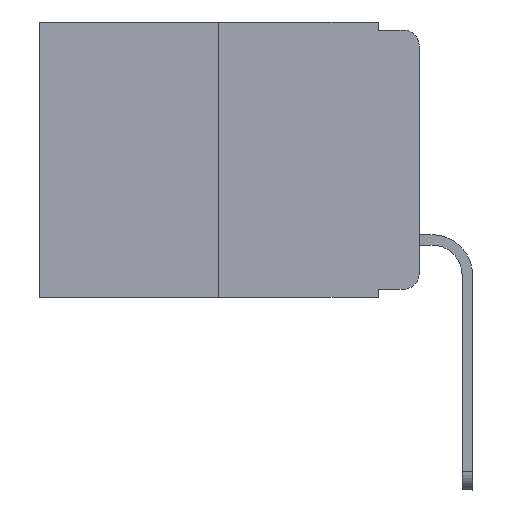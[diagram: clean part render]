
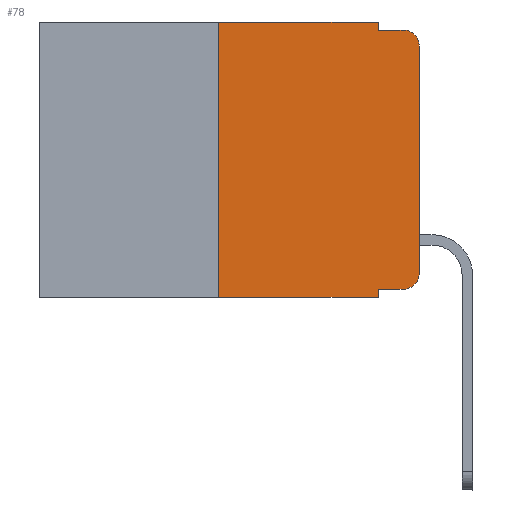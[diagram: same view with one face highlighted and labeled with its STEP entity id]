
A CAD part, left-side view. The second image highlights one B-rep face of the part: STEP entity #78.
In plain terms, the highlighted planar face has unit normal (-1, 0, 0).
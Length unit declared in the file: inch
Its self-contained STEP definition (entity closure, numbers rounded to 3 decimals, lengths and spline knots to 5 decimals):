
#78 = ADVANCED_FACE ( 'NONE', ( #6696 ), #8491, .F. ) ;
#125 = CARTESIAN_POINT ( 'NONE',  ( 0., 0.473, 0. ) ) ;
#284 = CARTESIAN_POINT ( 'NONE',  ( 0., 0., -0.313 ) ) ;
#453 = VERTEX_POINT ( 'NONE', #12480 ) ;
#486 = ORIENTED_EDGE ( 'NONE', *, *, #8532, .T. ) ;
#516 = CARTESIAN_POINT ( 'NONE',  ( 0., 0.25, 0. ) ) ;
#523 = DIRECTION ( 'NONE',  ( 0., 0., 1. ) ) ;
#792 = DIRECTION ( 'NONE',  ( -1., 0., 0. ) ) ;
#932 = DIRECTION ( 'NONE',  ( 0., -1., 0. ) ) ;
#1122 = LINE ( 'NONE', #125, #1325 ) ;
#1310 = ORIENTED_EDGE ( 'NONE', *, *, #3186, .F. ) ;
#1325 = VECTOR ( 'NONE', #8241, 39.37008 ) ;
#1376 = VERTEX_POINT ( 'NONE', #8757 ) ;
#2007 = VERTEX_POINT ( 'NONE', #284 ) ;
#2157 = CARTESIAN_POINT ( 'NONE',  ( 0., 0.473, -0.343 ) ) ;
#2219 = ORIENTED_EDGE ( 'NONE', *, *, #12444, .F. ) ;
#2315 = EDGE_CURVE ( 'NONE', #7732, #1376, #4715, .T. ) ;
#2380 = EDGE_CURVE ( 'NONE', #11822, #1376, #5853, .T. ) ;
#3186 = EDGE_CURVE ( 'NONE', #8925, #5293, #9627, .T. ) ;
#3791 = DIRECTION ( 'NONE',  ( 0., 0., -1. ) ) ;
#3859 = DIRECTION ( 'NONE',  ( -1., 0., 0. ) ) ;
#3886 = CARTESIAN_POINT ( 'NONE',  ( 0., 0.051, -0.333 ) ) ;
#4161 = LINE ( 'NONE', #2157, #11821 ) ;
#4424 = DIRECTION ( 'NONE',  ( 0., -1., 0. ) ) ;
#4565 = DIRECTION ( 'NONE',  ( 0., 0., 1. ) ) ;
#4710 = DIRECTION ( 'NONE',  ( 0., 0., -1. ) ) ;
#4715 = LINE ( 'NONE', #7781, #12265 ) ;
#4794 = ORIENTED_EDGE ( 'NONE', *, *, #6416, .T. ) ;
#4933 = DIRECTION ( 'NONE',  ( 0., 0., -1. ) ) ;
#5293 = VERTEX_POINT ( 'NONE', #9881 ) ;
#5409 = ORIENTED_EDGE ( 'NONE', *, *, #12249, .F. ) ;
#5521 = AXIS2_PLACEMENT_3D ( 'NONE', #10830, #792, #8909 ) ;
#5684 = EDGE_CURVE ( 'NONE', #8174, #453, #8878, .T. ) ;
#5819 = EDGE_LOOP ( 'NONE', ( #4794, #9818, #8508, #5409, #2219, #1310, #7072, #6160, #8585, #486 ) ) ;
#5853 = CIRCLE ( 'NONE', #12834, 0.02 ) ;
#6160 = ORIENTED_EDGE ( 'NONE', *, *, #5684, .F. ) ;
#6416 = EDGE_CURVE ( 'NONE', #2007, #11822, #11859, .T. ) ;
#6563 = CARTESIAN_POINT ( 'NONE',  ( 0., 0.473, 0. ) ) ;
#6674 = VERTEX_POINT ( 'NONE', #8288 ) ;
#6696 = FACE_OUTER_BOUND ( 'NONE', #5819, .T. ) ;
#6697 = EDGE_CURVE ( 'NONE', #8925, #453, #4161, .T. ) ;
#6735 = VECTOR ( 'NONE', #4933, 39.37008 ) ;
#6784 = CARTESIAN_POINT ( 'NONE',  ( 0., 0.051, 0. ) ) ;
#6808 = VECTOR ( 'NONE', #10737, 39.37008 ) ;
#6922 = CARTESIAN_POINT ( 'NONE',  ( 0., 0., -0.03 ) ) ;
#7072 = ORIENTED_EDGE ( 'NONE', *, *, #6697, .T. ) ;
#7148 = CARTESIAN_POINT ( 'NONE',  ( 0., 0.02, -0.333 ) ) ;
#7732 = VERTEX_POINT ( 'NONE', #8702 ) ;
#7781 = CARTESIAN_POINT ( 'NONE',  ( 0., 0.051, -0.01 ) ) ;
#7808 = CARTESIAN_POINT ( 'NONE',  ( 0., 0.051, -0.333 ) ) ;
#7818 = VECTOR ( 'NONE', #523, 39.37008 ) ;
#7894 = CARTESIAN_POINT ( 'NONE',  ( 0., 0.25, -0.343 ) ) ;
#7914 = CARTESIAN_POINT ( 'NONE',  ( 0., 0.02, -0.03 ) ) ;
#7917 = VERTEX_POINT ( 'NONE', #7148 ) ;
#8174 = VERTEX_POINT ( 'NONE', #7808 ) ;
#8241 = DIRECTION ( 'NONE',  ( 0., -1., 0. ) ) ;
#8288 = CARTESIAN_POINT ( 'NONE',  ( 0., 0.051, 0. ) ) ;
#8491 = PLANE ( 'NONE',  #9035 ) ;
#8508 = ORIENTED_EDGE ( 'NONE', *, *, #2315, .F. ) ;
#8532 = EDGE_CURVE ( 'NONE', #7917, #2007, #12057, .T. ) ;
#8585 = ORIENTED_EDGE ( 'NONE', *, *, #10716, .T. ) ;
#8702 = CARTESIAN_POINT ( 'NONE',  ( 0., 0.051, -0.01 ) ) ;
#8757 = CARTESIAN_POINT ( 'NONE',  ( 0., 0.02, -0.01 ) ) ;
#8767 = CARTESIAN_POINT ( 'NONE',  ( 0., 0., 0. ) ) ;
#8878 = LINE ( 'NONE', #10075, #6735 ) ;
#8909 = DIRECTION ( 'NONE',  ( 0., 0., -1. ) ) ;
#8925 = VERTEX_POINT ( 'NONE', #7894 ) ;
#9035 = AXIS2_PLACEMENT_3D ( 'NONE', #6563, #10478, #12684 ) ;
#9627 = LINE ( 'NONE', #516, #11339 ) ;
#9773 = LINE ( 'NONE', #6784, #12333 ) ;
#9818 = ORIENTED_EDGE ( 'NONE', *, *, #2380, .T. ) ;
#9881 = CARTESIAN_POINT ( 'NONE',  ( 0., 0.25, 0. ) ) ;
#10075 = CARTESIAN_POINT ( 'NONE',  ( 0., 0.051, 0. ) ) ;
#10478 = DIRECTION ( 'NONE',  ( 1., 0., 0. ) ) ;
#10716 = EDGE_CURVE ( 'NONE', #8174, #7917, #12949, .T. ) ;
#10737 = DIRECTION ( 'NONE',  ( 0., -1., 0. ) ) ;
#10830 = CARTESIAN_POINT ( 'NONE',  ( 0., 0.02, -0.313 ) ) ;
#11339 = VECTOR ( 'NONE', #4565, 39.37008 ) ;
#11821 = VECTOR ( 'NONE', #4424, 39.37008 ) ;
#11822 = VERTEX_POINT ( 'NONE', #6922 ) ;
#11859 = LINE ( 'NONE', #8767, #7818 ) ;
#12057 = CIRCLE ( 'NONE', #5521, 0.02 ) ;
#12249 = EDGE_CURVE ( 'NONE', #6674, #7732, #9773, .T. ) ;
#12265 = VECTOR ( 'NONE', #932, 39.37008 ) ;
#12333 = VECTOR ( 'NONE', #4710, 39.37008 ) ;
#12444 = EDGE_CURVE ( 'NONE', #5293, #6674, #1122, .T. ) ;
#12480 = CARTESIAN_POINT ( 'NONE',  ( 0., 0.051, -0.343 ) ) ;
#12684 = DIRECTION ( 'NONE',  ( 0., 0., -1. ) ) ;
#12834 = AXIS2_PLACEMENT_3D ( 'NONE', #7914, #3859, #3791 ) ;
#12949 = LINE ( 'NONE', #3886, #6808 ) ;
